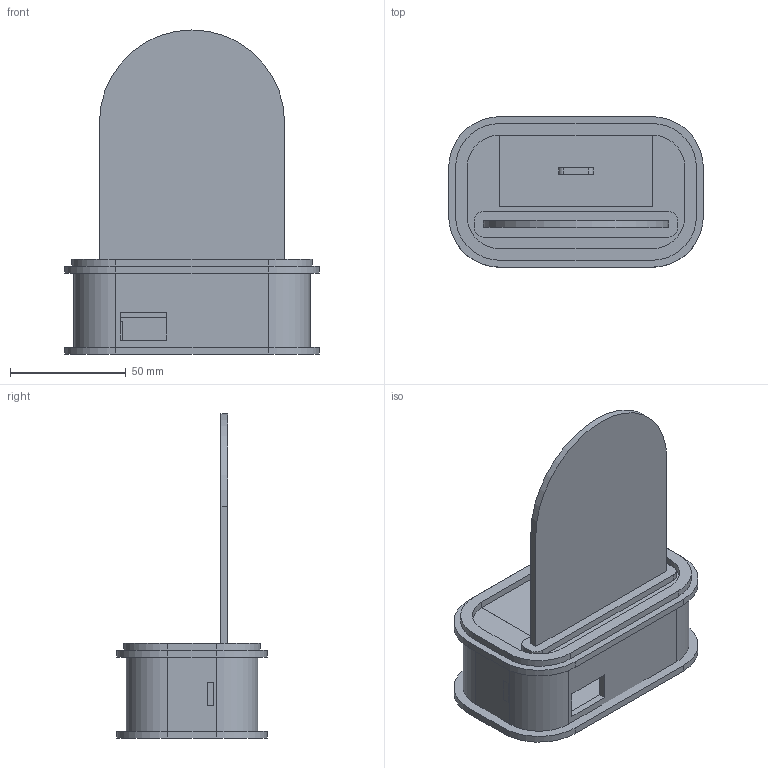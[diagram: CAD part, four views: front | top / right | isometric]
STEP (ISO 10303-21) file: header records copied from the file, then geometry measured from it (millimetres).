
FILE_DESCRIPTION(/* description */ (''),/* implementation_level */ '2;1');
FILE_NAME(/* name */ 'Light-STEP214.stp',/* time_stamp */ '2024-05-22T22:20:25+02:00',/* author */ (''),/* organization */ (''),/* preprocessor_version */ 'ST-DEVELOPER v19.3',/* originating_system */ 'SIEMENS PLM Software NX2212.4000',/* authorisation */ '');
FILE_SCHEMA (('AUTOMOTIVE_DESIGN { 1 0 10303 214 3 1 1 1 }'));
Length unit declared in the file: millimetre
Products named in the file (18): achterplaat_par; plexi_par; voorplaat_par; battzij_2_par; luikje_par; klein_voor_par; klein_randje_par; klein_zij_par; dekseltje_par; ronding_par; binneplaat_par; battzij_1_par; bovenplaat_par; zijplaat_par; ledschuif_6led_par; rand_par; onderplaat_par; Lampje_asm
Assembly tree (24 placements, depth 2):
  Lampje_asm
    onderplaat_par
    rand_par
    ledschuif_6led_par  x2
    zijplaat_par  x2
    bovenplaat_par
    battzij_1_par
    binneplaat_par
    ronding_par  x4
    dekseltje_par
    klein_zij_par  x2
    klein_randje_par
    klein_voor_par  x2
    luikje_par
    battzij_2_par
    voorplaat_par
    plexi_par
    achterplaat_par
Bounding box: 110 x 65 x 140 mm (x, y, z)
Volume: 118648 mm3; surface area: 99481 mm2
Topology: 24 solids, 24 shells, 456 faces, 1226 edges, 818 vertices
Faces by surface type: plane 411, cylinder 45
Full cylindrical faces by diameter (mm): 4 x2, 4.9 x12
Entity records: 11914 total; most frequent: CARTESIAN_POINT 2031, ORIENTED_EDGE 1964, DIRECTION 1826, EDGE_CURVE 982, LINE 916, VECTOR 916, VERTEX_POINT 660, AXIS2_PLACEMENT_3D 455
